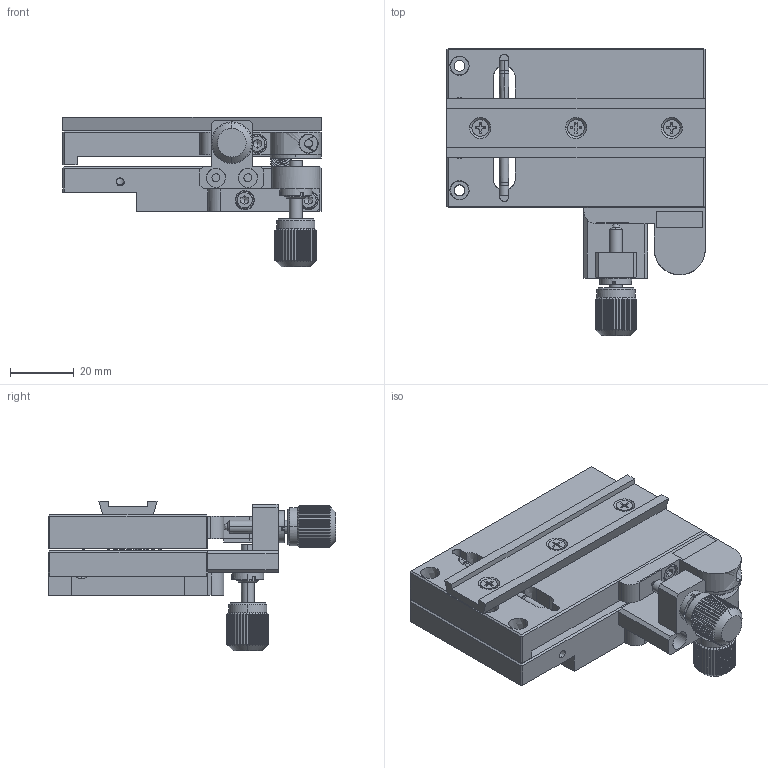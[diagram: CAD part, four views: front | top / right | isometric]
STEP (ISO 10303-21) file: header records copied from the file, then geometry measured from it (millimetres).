
FILE_DESCRIPTION (( 'STEP AP203' ), '1' );
FILE_NAME ('1.STEP', '2021-11-17T09:43:29', ( '' ), ( '' ), 'SwSTEP 2.0', 'SolidWorks 2020', '' );
FILE_SCHEMA (( 'CONFIG_CONTROL_DESIGN' ));
Products named in the file (1): 1
Bounding box: 81 x 90.1 x 46.9 mm (x, y, z)
Surface area: 37456.9 mm2 (no closed solid volume)
Topology: 0 solids, 33 shells, 739 faces, 2226 edges, 1481 vertices
Faces by surface type: bspline 739
Entity records: 35556 total; most frequent: CARTESIAN_POINT 23259, ORIENTED_EDGE 4082, EDGE_CURVE 2206, B_SPLINE_CURVE_WITH_KNOTS 1587, VERTEX_POINT 1481, EDGE_LOOP 837, ADVANCED_FACE 739, FACE_OUTER_BOUND 739
